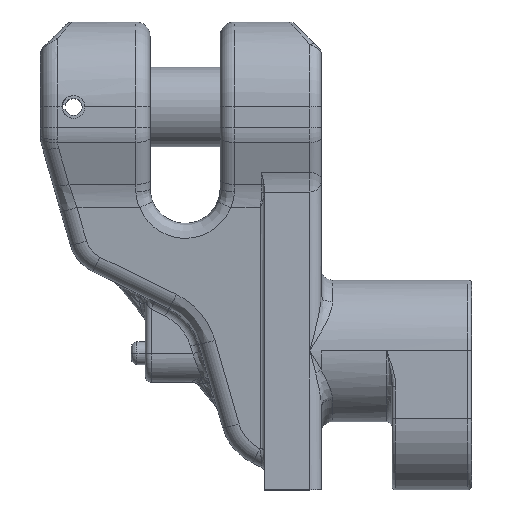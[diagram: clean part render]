
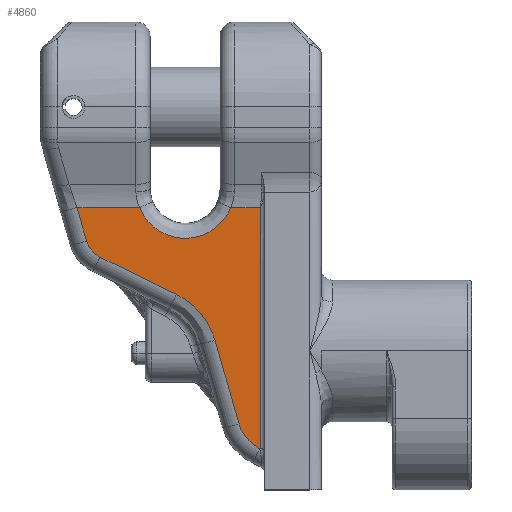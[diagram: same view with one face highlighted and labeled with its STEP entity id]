
A CAD part, top view. The second image highlights one B-rep face of the part: STEP entity #4860.
In plain terms, the highlighted planar face has unit normal (0, -0.07, 0.998).
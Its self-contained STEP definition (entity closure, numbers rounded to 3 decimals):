
#804=CARTESIAN_POINT('',(-8.5,99.508,22.958));
#809=DIRECTION('',(1.,0.,0.));
#810=VECTOR('',#809,10.411);
#811=CARTESIAN_POINT('',(-18.911,99.508,22.958));
#812=LINE('',#811,#810);
#818=CARTESIAN_POINT('',(-18.911,99.508,22.958));
#824=DIRECTION('',(0.898,-0.438,-0.031));
#825=VECTOR('',#824,0.192);
#826=CARTESIAN_POINT('',(-8.673,14.487,17.013));
#827=LINE('',#826,#825);
#828=CARTESIAN_POINT('',(-2.506,27.053,17.896));
#829=DIRECTION('',(0.,-0.07,0.998));
#830=DIRECTION('',(-0.962,-0.274,-0.019));
#831=AXIS2_PLACEMENT_3D('',#828,#829,#830);
#833=DIRECTION('',(0.275,-0.959,-0.067));
#834=VECTOR('',#833,30.721);
#835=CARTESIAN_POINT('',(-24.442,52.676,19.683));
#836=LINE('',#835,#834);
#837=CARTESIAN_POINT('',(-38.037,68.878,20.816));
#838=CARTESIAN_POINT('',(-36.724,68.237,20.772));
#839=CARTESIAN_POINT('',(-34.243,66.758,20.668));
#840=CARTESIAN_POINT('',(-30.902,63.919,20.47));
#841=CARTESIAN_POINT('',(-28.093,60.573,20.236));
#842=CARTESIAN_POINT('',(-25.874,56.788,19.971));
#843=CARTESIAN_POINT('',(-24.846,54.083,19.782));
#844=CARTESIAN_POINT('',(-24.442,52.676,19.683));
#846=DIRECTION('',(0.898,-0.438,-0.031));
#847=VECTOR('',#846,30.055);
#848=CARTESIAN_POINT('',(-65.037,82.047,21.737));
#849=LINE('',#848,#847);
#850=CARTESIAN_POINT('',(-61.073,90.125,22.304));
#851=DIRECTION('',(0.,-0.07,0.998));
#852=DIRECTION('',(-0.962,-0.274,-0.019));
#853=AXIS2_PLACEMENT_3D('',#850,#851,#852);
#855=DIRECTION('',(0.275,-0.959,-0.067));
#856=VECTOR('',#855,12.358);
#857=CARTESIAN_POINT('',(-73.142,99.508,22.958));
#858=LINE('',#857,#856);
#859=CARTESIAN_POINT('',(-18.911,99.508,22.958));
#860=CARTESIAN_POINT('',(-19.344,98.434,22.883));
#861=CARTESIAN_POINT('',(-20.402,96.418,22.742));
#862=CARTESIAN_POINT('',(-22.58,93.723,22.554));
#863=CARTESIAN_POINT('',(-25.235,91.523,22.4));
#864=CARTESIAN_POINT('',(-28.272,89.886,22.285));
#865=CARTESIAN_POINT('',(-31.57,88.878,22.215));
#866=CARTESIAN_POINT('',(-35.,88.538,22.191));
#867=CARTESIAN_POINT('',(-38.431,88.878,22.215));
#868=CARTESIAN_POINT('',(-41.728,89.886,22.285));
#869=CARTESIAN_POINT('',(-44.765,91.523,22.4));
#870=CARTESIAN_POINT('',(-47.421,93.724,22.554));
#871=CARTESIAN_POINT('',(-49.599,96.419,22.742));
#872=CARTESIAN_POINT('',(-50.656,98.435,22.883));
#873=CARTESIAN_POINT('',(-51.089,99.508,22.958));
#883=DIRECTION('',(0.,-0.998,-0.07));
#884=VECTOR('',#883,85.313);
#885=CARTESIAN_POINT('',(-8.5,99.508,22.958));
#886=LINE('',#885,#884);
#1067=DIRECTION('',(1.,0.,0.));
#1068=VECTOR('',#1067,22.053);
#1069=CARTESIAN_POINT('',(-73.142,99.508,22.958));
#1070=LINE('',#1069,#1068);
#1074=CARTESIAN_POINT('',(-73.142,99.508,22.958));
#3254=VERTEX_POINT('',#1074);
#3257=CARTESIAN_POINT('',(-51.089,99.508,22.958));
#3258=VERTEX_POINT('',#3257);
#3415=VERTEX_POINT('',#804);
#3418=VERTEX_POINT('',#818);
#3419=CARTESIAN_POINT('',(-8.5,14.403,17.007));
#3420=VERTEX_POINT('',#3419);
#3421=CARTESIAN_POINT('',(-8.673,14.487,17.013));
#3422=VERTEX_POINT('',#3421);
#3423=CARTESIAN_POINT('',(-15.993,23.211,17.623));
#3424=VERTEX_POINT('',#3423);
#3425=CARTESIAN_POINT('',(-24.442,52.676,19.683));
#3426=VERTEX_POINT('',#3425);
#3427=VERTEX_POINT('',#837);
#3428=CARTESIAN_POINT('',(-65.037,82.047,21.737));
#3429=VERTEX_POINT('',#3428);
#3430=CARTESIAN_POINT('',(-69.743,87.655,22.13));
#3431=VERTEX_POINT('',#3430);
#4832=CARTESIAN_POINT('',(-40.821,56.955,19.983));
#4833=DIRECTION('',(0.,-0.07,0.998));
#4834=DIRECTION('',(0.,-0.998,-0.07));
#4835=AXIS2_PLACEMENT_3D('',#4832,#4833,#4834);
#4836=PLANE('',#4835);
#4838=ORIENTED_EDGE('',*,*,#4837,.T.);
#4840=ORIENTED_EDGE('',*,*,#4839,.F.);
#4842=ORIENTED_EDGE('',*,*,#4841,.F.);
#4844=ORIENTED_EDGE('',*,*,#4843,.F.);
#4846=ORIENTED_EDGE('',*,*,#4845,.F.);
#4848=ORIENTED_EDGE('',*,*,#4847,.F.);
#4850=ORIENTED_EDGE('',*,*,#4849,.F.);
#4852=ORIENTED_EDGE('',*,*,#4851,.F.);
#4854=ORIENTED_EDGE('',*,*,#4853,.T.);
#4856=ORIENTED_EDGE('',*,*,#4855,.F.);
#4857=ORIENTED_EDGE('',*,*,#4821,.T.);
#4858=EDGE_LOOP('',(#4838,#4840,#4842,#4844,#4846,#4848,#4850,#4852,#4854,#4856,
#4857));
#4859=FACE_OUTER_BOUND('',#4858,.F.);
#4860=ADVANCED_FACE('',(#4859),#4836,.T.);
#832=CIRCLE('',#831,14.025);
#845=B_SPLINE_CURVE_WITH_KNOTS('',3,(#837,#838,#839,#840,#841,#842,#843,#844),
.UNSPECIFIED.,.F.,.F.,(4,1,1,1,1,4),(0.,0.2,0.4,0.6,0.8,1.),
.UNSPECIFIED.);
#854=CIRCLE('',#853,9.016);
#874=B_SPLINE_CURVE_WITH_KNOTS('',3,(#859,#860,#861,#862,#863,#864,#865,#866,
#867,#868,#869,#870,#871,#872,#873),.UNSPECIFIED.,.F.,.F.,(4,1,1,1,1,1,1,1,1,1,
1,1,4),(0.,0.083,0.167,0.25,0.333,
0.417,0.5,0.583,0.667,0.75,
0.833,0.917,1.),.UNSPECIFIED.);
#4821=EDGE_CURVE('',#3418,#3415,#812,.T.);
#4837=EDGE_CURVE('',#3415,#3420,#886,.T.);
#4839=EDGE_CURVE('',#3422,#3420,#827,.T.);
#4841=EDGE_CURVE('',#3424,#3422,#832,.T.);
#4843=EDGE_CURVE('',#3426,#3424,#836,.T.);
#4845=EDGE_CURVE('',#3427,#3426,#845,.T.);
#4847=EDGE_CURVE('',#3429,#3427,#849,.T.);
#4849=EDGE_CURVE('',#3431,#3429,#854,.T.);
#4851=EDGE_CURVE('',#3254,#3431,#858,.T.);
#4853=EDGE_CURVE('',#3254,#3258,#1070,.T.);
#4855=EDGE_CURVE('',#3418,#3258,#874,.T.);
